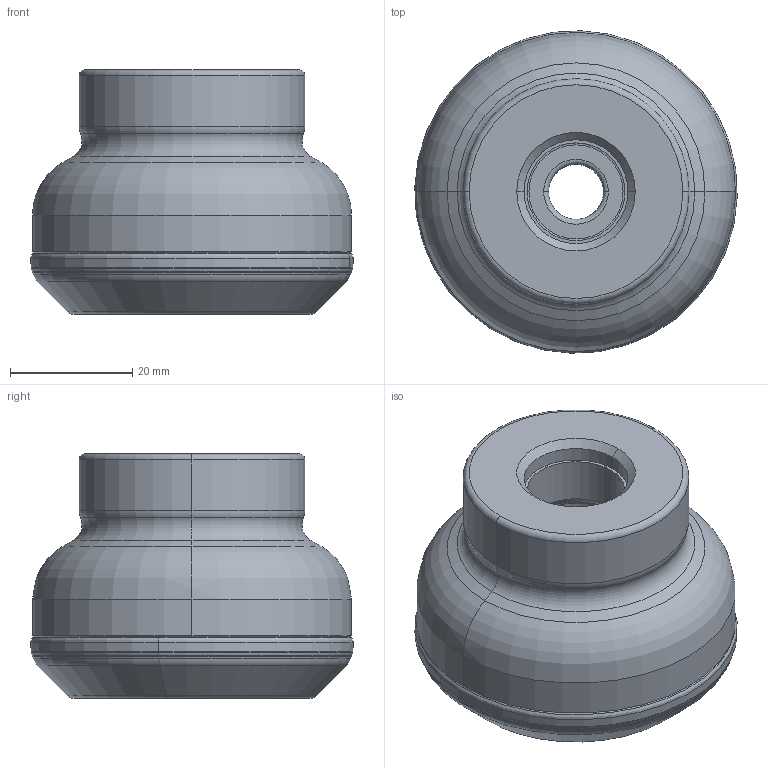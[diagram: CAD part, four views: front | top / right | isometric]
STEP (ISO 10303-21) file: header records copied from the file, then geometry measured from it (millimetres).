
FILE_DESCRIPTION(/* description */ (''),/* implementation_level */ '2;1');
FILE_NAME(/* name */ 'WSX445-040A04AR_MR1_2.stp',/* time_stamp */ '2021-09-08T11:37:33+09:00',/* author */ (''),/* organization */ (''),/* preprocessor_version */ 'ST-DEVELOPER v16',/* originating_system */ 'SIEMENS PLM Software NX 10.0',/* authorisation */ '');
FILE_SCHEMA (('AUTOMOTIVE_DESIGN { 1 0 10303 214 3 1 1 1 }'));
Length unit declared in the file: millimetre
Products named in the file (1): WSX445-040A04AR_MR1_2_ASM
Bounding box: 52.8 x 52.8 x 40 mm (x, y, z)
Volume: 71332.5 mm3; surface area: 15463.9 mm2
Topology: 2 solids, 2 shells, 131 faces, 349 edges, 263 vertices
Faces by surface type: revolution 50, torus 40, cone 16, cylinder 16, plane 7, bspline 2
Entity records: 5808 total; most frequent: CARTESIAN_POINT 2361, DIRECTION 728, ORIENTED_EDGE 628, AXIS2_PLACEMENT_3D 322, EDGE_CURVE 314, CIRCLE 232, VERTEX_POINT 190, EDGE_LOOP 138
